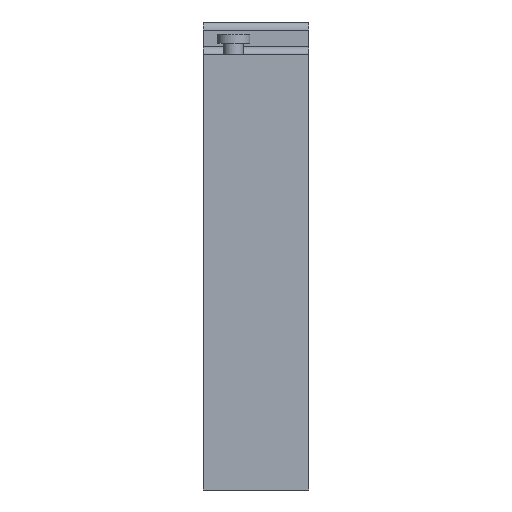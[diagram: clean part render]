
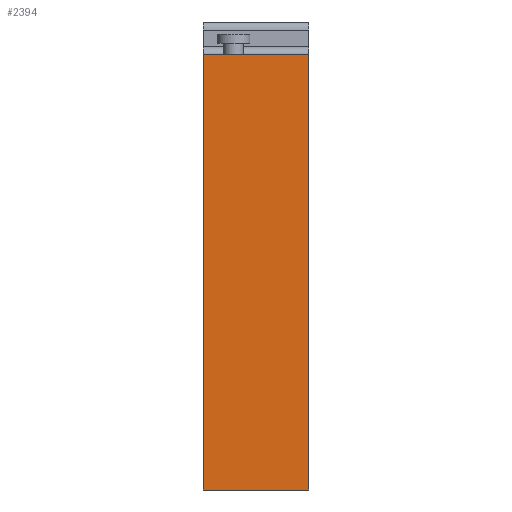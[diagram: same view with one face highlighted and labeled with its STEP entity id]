
A CAD part, left-side view. The second image highlights one B-rep face of the part: STEP entity #2394.
In plain terms, the highlighted planar face has unit normal (-1, 0, 0).
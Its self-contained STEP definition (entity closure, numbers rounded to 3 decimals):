
#93=PLANE('',#2658);
#204=FACE_OUTER_BOUND('',#359,.T.);
#359=EDGE_LOOP('',(#2085,#2086,#2087,#2088));
#474=LINE('',#3754,#690);
#542=LINE('',#3954,#758);
#567=LINE('',#4004,#783);
#575=LINE('',#4040,#791);
#690=VECTOR('',#3016,10.);
#758=VECTOR('',#3224,10.);
#783=VECTOR('',#3269,10.);
#791=VECTOR('',#3317,10.);
#1092=VERTEX_POINT('',#3752);
#1093=VERTEX_POINT('',#3753);
#1154=VERTEX_POINT('',#3951);
#1155=VERTEX_POINT('',#3953);
#1354=EDGE_CURVE('',#1092,#1093,#474,.T.);
#1454=EDGE_CURVE('',#1154,#1155,#542,.T.);
#1483=EDGE_CURVE('',#1155,#1093,#567,.T.);
#1499=EDGE_CURVE('',#1092,#1154,#575,.T.);
#2085=ORIENTED_EDGE('',*,*,#1454,.F.);
#2086=ORIENTED_EDGE('',*,*,#1499,.F.);
#2087=ORIENTED_EDGE('',*,*,#1354,.T.);
#2088=ORIENTED_EDGE('',*,*,#1483,.F.);
#2394=ADVANCED_FACE('',(#204),#93,.F.);
#2658=AXIS2_PLACEMENT_3D('',#4039,#3315,#3316);
#3016=DIRECTION('',(0.,0.,1.));
#3224=DIRECTION('',(0.,0.,1.));
#3269=DIRECTION('',(0.,-1.,0.));
#3315=DIRECTION('center_axis',(1.,0.,0.));
#3316=DIRECTION('ref_axis',(0.,0.,-1.));
#3317=DIRECTION('',(0.,1.,0.));
#3752=CARTESIAN_POINT('',(0.,0.,0.));
#3753=CARTESIAN_POINT('',(0.,0.,107.));
#3754=CARTESIAN_POINT('',(0.,0.,106.));
#3951=CARTESIAN_POINT('',(0.,26.,0.));
#3953=CARTESIAN_POINT('',(0.,26.,107.));
#3954=CARTESIAN_POINT('',(0.,26.,53.));
#4004=CARTESIAN_POINT('',(0.,7.,107.));
#4039=CARTESIAN_POINT('Origin',(0.,7.,53.));
#4040=CARTESIAN_POINT('',(0.,7.,0.));
